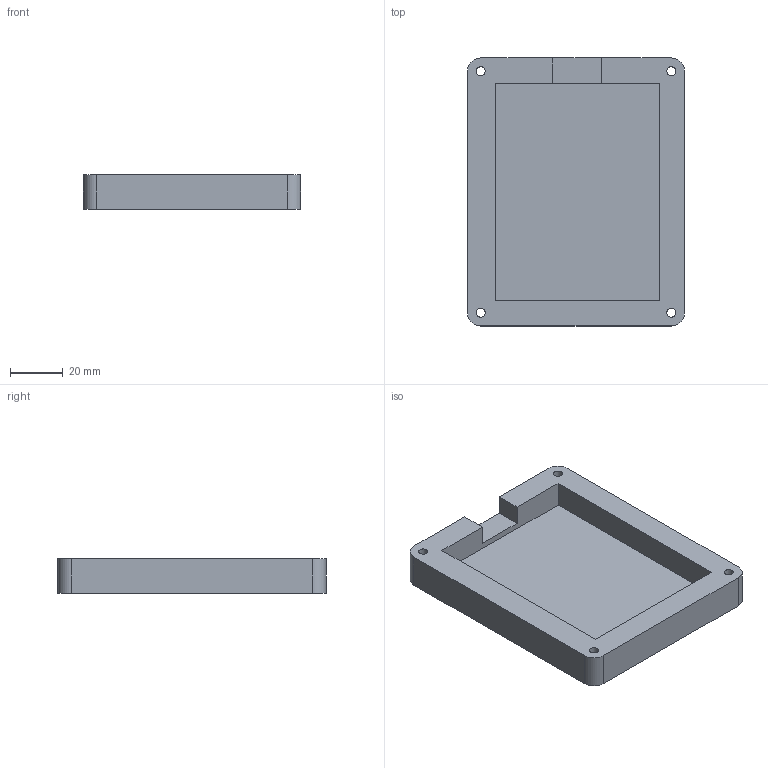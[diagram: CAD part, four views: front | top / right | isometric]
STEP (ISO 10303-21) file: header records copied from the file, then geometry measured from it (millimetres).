
FILE_DESCRIPTION(/* description */ ('STEP AP242','CAx-IF Rec.Pracs.---Representation and Presentation of Product Manufacturing Information (PMI)---4.0---2014-10-13','CAx-IF Rec.Pracs.---3D Tessellated Geometry---0.4---2014-09-14','2;1'),/* implementation_level */ '2;1');
FILE_NAME(/* name */ '68509df4e21ca006ec6d687a',/* time_stamp */ '2025-06-16T22:43:01Z',/* author */ (''),/* organization */ (''),/* preprocessor_version */ 'ST-DEVELOPER v20',/* originating_system */ 'ONSHAPE BY PTC INC, 1.199',/* authorisation */ ' ');
FILE_SCHEMA (('AP242_MANAGED_MODEL_BASED_3D_ENGINEERING_MIM_LF { 1 0 10303 442 1 1 4 }'));
Length unit declared in the file: metre
Products named in the file (1): Bottom
Bounding box: 82 x 101.2 x 13 mm (x, y, z)
Volume: 54597.6 mm3; surface area: 24572.4 mm2
Topology: 1 solids, 1 shells, 224 faces, 615 edges, 410 vertices
Faces by surface type: plane 100, bspline 91, cylinder 33
Full cylindrical faces by diameter (mm): 3.4 x4, 6 x4
Entity records: 7387 total; most frequent: CARTESIAN_POINT 2243, ORIENTED_EDGE 1214, DIRECTION 759, EDGE_CURVE 607, VERTEX_POINT 410, LINE 359, VECTOR 359, EDGE_LOOP 257
